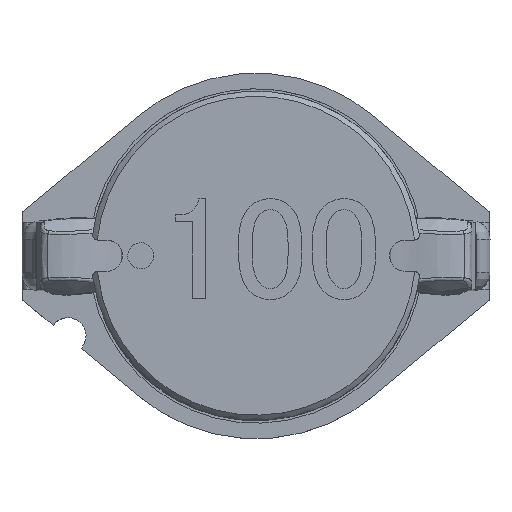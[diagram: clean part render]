
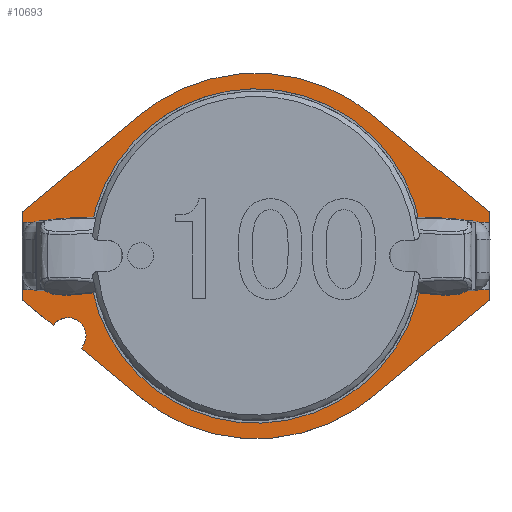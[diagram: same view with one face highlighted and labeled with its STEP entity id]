
A CAD part, top view. The second image highlights one B-rep face of the part: STEP entity #10693.
In plain terms, the highlighted free-form (B-spline) face has degree [1, 1] with [2, 2] control points.
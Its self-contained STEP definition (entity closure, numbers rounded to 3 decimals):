
#10213=CARTESIAN_POINT('',(9.,1.7,0.));
#10214=VERTEX_POINT('',#10213);
#10215=CARTESIAN_POINT('',(4.497,5.43,0.));
#10216=VERTEX_POINT('',#10215);
#10217=CARTESIAN_POINT('',(9.,1.7,0.));
#10218=CARTESIAN_POINT('',(4.497,5.43,0.));
#10219=B_SPLINE_CURVE_WITH_KNOTS('',1,(#10217,#10218),.POLYLINE_FORM.,.F.,.U.,(2,2),(0.,1.),.UNSPECIFIED.);
#10220=EDGE_CURVE('',#10214,#10216,#10219,.T.);
#10251=CARTESIAN_POINT('',(-4.497,5.43,0.));
#10252=VERTEX_POINT('',#10251);
#10253=CARTESIAN_POINT('',(4.497,5.43,0.));
#10254=CARTESIAN_POINT('',(0.,9.154,0.));
#10255=CARTESIAN_POINT('',(-4.497,5.43,0.));
#10256=(BOUNDED_CURVE()B_SPLINE_CURVE(2,(#10253,#10254,#10255),.CIRCULAR_ARC.,.F.,.U.)B_SPLINE_CURVE_WITH_KNOTS((3,3),(0.,1.),.UNSPECIFIED.)CURVE()GEOMETRIC_REPRESENTATION_ITEM()RATIONAL_B_SPLINE_CURVE((1.,0.77,1.))REPRESENTATION_ITEM(''));
#10257=EDGE_CURVE('',#10216,#10252,#10256,.T.);
#10281=CARTESIAN_POINT('',(-9.,1.7,0.));
#10282=VERTEX_POINT('',#10281);
#10283=CARTESIAN_POINT('',(-4.497,5.43,0.));
#10284=CARTESIAN_POINT('',(-9.,1.7,0.));
#10285=B_SPLINE_CURVE_WITH_KNOTS('',1,(#10283,#10284),.POLYLINE_FORM.,.F.,.U.,(2,2),(0.,1.),.UNSPECIFIED.);
#10286=EDGE_CURVE('',#10252,#10282,#10285,.T.);
#10311=CARTESIAN_POINT('',(-4.497,-5.43,0.));
#10312=VERTEX_POINT('',#10311);
#10313=CARTESIAN_POINT('',(4.497,-5.43,0.));
#10314=VERTEX_POINT('',#10313);
#10315=CARTESIAN_POINT('',(-4.497,-5.43,0.));
#10316=CARTESIAN_POINT('',(0.,-9.154,0.));
#10317=CARTESIAN_POINT('',(4.497,-5.43,0.));
#10318=(BOUNDED_CURVE()B_SPLINE_CURVE(2,(#10315,#10316,#10317),.CIRCULAR_ARC.,.F.,.U.)B_SPLINE_CURVE_WITH_KNOTS((3,3),(0.,1.),.UNSPECIFIED.)CURVE()GEOMETRIC_REPRESENTATION_ITEM()RATIONAL_B_SPLINE_CURVE((1.,0.77,1.))REPRESENTATION_ITEM(''));
#10319=EDGE_CURVE('',#10312,#10314,#10318,.T.);
#10349=CARTESIAN_POINT('',(9.,-1.7,0.));
#10350=VERTEX_POINT('',#10349);
#10351=CARTESIAN_POINT('',(4.497,-5.43,0.));
#10352=CARTESIAN_POINT('',(9.,-1.7,0.));
#10353=B_SPLINE_CURVE_WITH_KNOTS('',1,(#10351,#10352),.POLYLINE_FORM.,.F.,.U.,(2,2),(0.,1.),.UNSPECIFIED.);
#10354=EDGE_CURVE('',#10314,#10350,#10353,.T.);
#10387=CARTESIAN_POINT('',(6.45,0.,0.));
#10388=VERTEX_POINT('',#10387);
#10389=CARTESIAN_POINT('',(6.45,0.,0.));
#10390=CARTESIAN_POINT('',(6.45,11.172,0.));
#10391=CARTESIAN_POINT('',(-3.225,5.586,0.));
#10392=CARTESIAN_POINT('',(-12.9,0.,0.));
#10393=CARTESIAN_POINT('',(-3.225,-5.586,0.));
#10394=CARTESIAN_POINT('',(6.45,-11.172,0.));
#10395=CARTESIAN_POINT('',(6.45,0.,0.));
#10396=(BOUNDED_CURVE()B_SPLINE_CURVE(2,(#10389,#10390,#10391,#10392,#10393,#10394,#10395),.CIRCULAR_ARC.,.T.,.U.)B_SPLINE_CURVE_WITH_KNOTS((3,2,2,3),(0.,0.333,0.667,1.),.UNSPECIFIED.)CURVE()GEOMETRIC_REPRESENTATION_ITEM()RATIONAL_B_SPLINE_CURVE((1.,0.5,1.,0.5,1.,0.5,1.))REPRESENTATION_ITEM(''));
#10397=EDGE_CURVE('',#10388,#10388,#10396,.T.);
#10588=CARTESIAN_POINT('',(-9.915,-10.069,0.));
#10589=CARTESIAN_POINT('',(-9.915,10.069,0.));
#10590=CARTESIAN_POINT('',(10.223,-10.069,0.));
#10591=CARTESIAN_POINT('',(10.223,10.069,0.));
#10592=B_SPLINE_SURFACE_WITH_KNOTS('',1,1,((#10588,#10589),(#10590,#10591)),.PLANE_SURF.,.F.,.F.,.U.,(2,2),(2,2),(0.,1.),(0.,1.),.UNSPECIFIED.);
#10593=CARTESIAN_POINT('',(9.,-1.3,0.));
#10594=VERTEX_POINT('',#10593);
#10595=CARTESIAN_POINT('',(9.,-1.7,0.));
#10596=CARTESIAN_POINT('',(9.,-1.3,0.));
#10597=B_SPLINE_CURVE_WITH_KNOTS('',1,(#10595,#10596),.POLYLINE_FORM.,.F.,.U.,(2,2),(0.,0.118),.UNSPECIFIED.);
#10598=EDGE_CURVE('',#10350,#10594,#10597,.T.);
#10599=ORIENTED_EDGE('',*,*,#10598,.T.);
#10600=CARTESIAN_POINT('',(7.,-1.3,0.));
#10601=VERTEX_POINT('',#10600);
#10602=CARTESIAN_POINT('',(7.,-1.3,0.));
#10603=CARTESIAN_POINT('',(9.,-1.3,0.));
#10604=B_SPLINE_CURVE_WITH_KNOTS('',1,(#10602,#10603),.POLYLINE_FORM.,.F.,.U.,(2,2),(0.,1.),.UNSPECIFIED.);
#10605=EDGE_CURVE('',#10601,#10594,#10604,.T.);
#10606=ORIENTED_EDGE('',*,*,#10605,.F.);
#10607=CARTESIAN_POINT('',(7.,1.3,0.));
#10608=VERTEX_POINT('',#10607);
#10609=CARTESIAN_POINT('',(7.,1.3,0.));
#10610=CARTESIAN_POINT('',(7.,-1.3,0.));
#10611=B_SPLINE_CURVE_WITH_KNOTS('',1,(#10609,#10610),.POLYLINE_FORM.,.F.,.U.,(2,2),(0.,1.),.UNSPECIFIED.);
#10612=EDGE_CURVE('',#10608,#10601,#10611,.T.);
#10613=ORIENTED_EDGE('',*,*,#10612,.F.);
#10614=CARTESIAN_POINT('',(9.,1.3,0.));
#10615=VERTEX_POINT('',#10614);
#10616=CARTESIAN_POINT('',(9.,1.3,0.));
#10617=CARTESIAN_POINT('',(7.,1.3,0.));
#10618=B_SPLINE_CURVE_WITH_KNOTS('',1,(#10616,#10617),.POLYLINE_FORM.,.F.,.U.,(2,2),(0.,1.),.UNSPECIFIED.);
#10619=EDGE_CURVE('',#10615,#10608,#10618,.T.);
#10620=ORIENTED_EDGE('',*,*,#10619,.F.);
#10621=CARTESIAN_POINT('',(9.,1.3,0.));
#10622=CARTESIAN_POINT('',(9.,1.7,0.));
#10623=B_SPLINE_CURVE_WITH_KNOTS('',1,(#10621,#10622),.POLYLINE_FORM.,.F.,.U.,(2,2),(0.882,1.),.UNSPECIFIED.);
#10624=EDGE_CURVE('',#10615,#10214,#10623,.T.);
#10625=ORIENTED_EDGE('',*,*,#10624,.T.);
#10626=ORIENTED_EDGE('',*,*,#10220,.T.);
#10627=ORIENTED_EDGE('',*,*,#10257,.T.);
#10628=ORIENTED_EDGE('',*,*,#10286,.T.);
#10629=CARTESIAN_POINT('',(-9.,1.3,0.));
#10630=VERTEX_POINT('',#10629);
#10631=CARTESIAN_POINT('',(-9.,1.7,0.));
#10632=CARTESIAN_POINT('',(-9.,1.3,0.));
#10633=B_SPLINE_CURVE_WITH_KNOTS('',1,(#10631,#10632),.POLYLINE_FORM.,.F.,.U.,(2,2),(0.,0.118),.UNSPECIFIED.);
#10634=EDGE_CURVE('',#10282,#10630,#10633,.T.);
#10635=ORIENTED_EDGE('',*,*,#10634,.T.);
#10636=CARTESIAN_POINT('',(-7.,1.3,0.));
#10637=VERTEX_POINT('',#10636);
#10638=CARTESIAN_POINT('',(-7.,1.3,0.));
#10639=CARTESIAN_POINT('',(-9.,1.3,0.));
#10640=B_SPLINE_CURVE_WITH_KNOTS('',1,(#10638,#10639),.POLYLINE_FORM.,.F.,.U.,(2,2),(0.,1.),.UNSPECIFIED.);
#10641=EDGE_CURVE('',#10637,#10630,#10640,.T.);
#10642=ORIENTED_EDGE('',*,*,#10641,.F.);
#10643=CARTESIAN_POINT('',(-7.,-1.3,0.));
#10644=VERTEX_POINT('',#10643);
#10645=CARTESIAN_POINT('',(-7.,-1.3,0.));
#10646=CARTESIAN_POINT('',(-7.,1.3,0.));
#10647=B_SPLINE_CURVE_WITH_KNOTS('',1,(#10645,#10646),.POLYLINE_FORM.,.F.,.U.,(2,2),(0.,1.),.UNSPECIFIED.);
#10648=EDGE_CURVE('',#10644,#10637,#10647,.T.);
#10649=ORIENTED_EDGE('',*,*,#10648,.F.);
#10650=CARTESIAN_POINT('',(-9.,-1.3,0.));
#10651=VERTEX_POINT('',#10650);
#10652=CARTESIAN_POINT('',(-9.,-1.3,0.));
#10653=CARTESIAN_POINT('',(-7.,-1.3,0.));
#10654=B_SPLINE_CURVE_WITH_KNOTS('',1,(#10652,#10653),.POLYLINE_FORM.,.F.,.U.,(2,2),(0.,1.),.UNSPECIFIED.);
#10655=EDGE_CURVE('',#10651,#10644,#10654,.T.);
#10656=ORIENTED_EDGE('',*,*,#10655,.F.);
#10657=CARTESIAN_POINT('',(-9.,-1.7,0.));
#10658=VERTEX_POINT('',#10657);
#10659=CARTESIAN_POINT('',(-9.,-1.3,0.));
#10660=CARTESIAN_POINT('',(-9.,-1.7,0.));
#10661=B_SPLINE_CURVE_WITH_KNOTS('',1,(#10659,#10660),.POLYLINE_FORM.,.F.,.U.,(2,2),(0.882,1.),.UNSPECIFIED.);
#10662=EDGE_CURVE('',#10651,#10658,#10661,.T.);
#10663=ORIENTED_EDGE('',*,*,#10662,.T.);
#10664=CARTESIAN_POINT('',(-7.827,-2.671,0.));
#10665=VERTEX_POINT('',#10664);
#10666=CARTESIAN_POINT('',(-9.,-1.7,0.));
#10667=CARTESIAN_POINT('',(-7.827,-2.671,0.));
#10668=B_SPLINE_CURVE_WITH_KNOTS('',1,(#10666,#10667),.POLYLINE_FORM.,.F.,.U.,(2,2),(0.,0.26),.UNSPECIFIED.);
#10669=EDGE_CURVE('',#10658,#10665,#10668,.T.);
#10670=ORIENTED_EDGE('',*,*,#10669,.T.);
#10671=CARTESIAN_POINT('',(-6.748,-3.565,0.));
#10672=VERTEX_POINT('',#10671);
#10673=CARTESIAN_POINT('',(-6.748,-3.565,0.));
#10674=CARTESIAN_POINT('',(-6.232,-3.02,0.));
#10675=CARTESIAN_POINT('',(-6.81,-2.541,0.));
#10676=CARTESIAN_POINT('',(-7.388,-2.062,0.));
#10677=CARTESIAN_POINT('',(-7.827,-2.671,0.));
#10678=(BOUNDED_CURVE()B_SPLINE_CURVE(2,(#10673,#10674,#10675,#10676,#10677),.CIRCULAR_ARC.,.F.,.U.)B_SPLINE_CURVE_WITH_KNOTS((3,2,3),(0.,0.5,1.),.UNSPECIFIED.)CURVE()GEOMETRIC_REPRESENTATION_ITEM()RATIONAL_B_SPLINE_CURVE((1.,0.683,1.,0.683,1.))REPRESENTATION_ITEM(''));
#10679=EDGE_CURVE('',#10672,#10665,#10678,.T.);
#10680=ORIENTED_EDGE('',*,*,#10679,.F.);
#10681=CARTESIAN_POINT('',(-6.748,-3.565,0.));
#10682=CARTESIAN_POINT('',(-4.497,-5.43,0.));
#10683=B_SPLINE_CURVE_WITH_KNOTS('',1,(#10681,#10682),.POLYLINE_FORM.,.F.,.U.,(2,2),(0.5,1.),.UNSPECIFIED.);
#10684=EDGE_CURVE('',#10672,#10312,#10683,.T.);
#10685=ORIENTED_EDGE('',*,*,#10684,.T.);
#10686=ORIENTED_EDGE('',*,*,#10319,.T.);
#10687=ORIENTED_EDGE('',*,*,#10354,.T.);
#10688=EDGE_LOOP('',(#10599,#10606,#10613,#10620,#10625,#10626,#10627,#10628,#10635,#10642,#10649,#10656,#10663,#10670,#10680,#10685,#10686,#10687));
#10689=FACE_OUTER_BOUND('',#10688,.T.);
#10690=ORIENTED_EDGE('',*,*,#10397,.F.);
#10691=EDGE_LOOP('',(#10690));
#10692=FACE_BOUND('',#10691,.T.);
#10693=ADVANCED_FACE('',(#10689,#10692),#10592,.T.);
